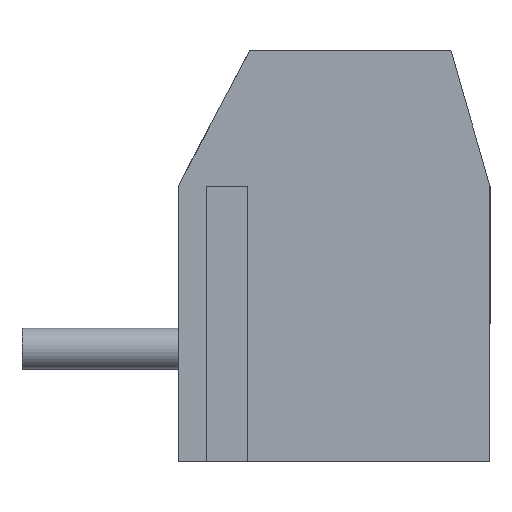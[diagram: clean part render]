
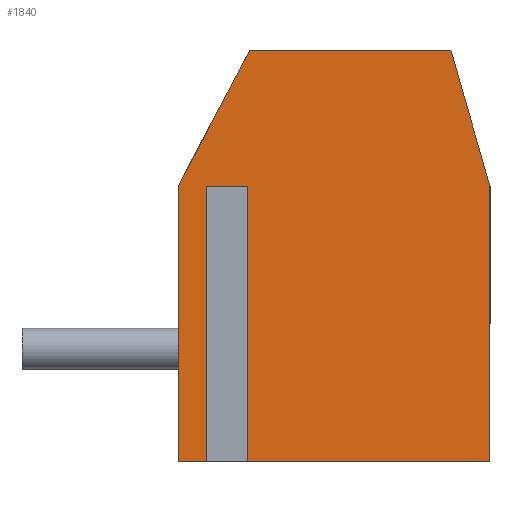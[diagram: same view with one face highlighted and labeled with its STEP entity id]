
A CAD part, left-side view. The second image highlights one B-rep face of the part: STEP entity #1840.
In plain terms, the highlighted planar face has unit normal (-1, 0, 0).
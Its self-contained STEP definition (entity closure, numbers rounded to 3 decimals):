
#29 = LINE ( 'NONE', #3169, #3197 ) ;
#284 = ORIENTED_EDGE ( 'NONE', *, *, #3223, .F. ) ;
#301 = CARTESIAN_POINT ( 'NONE',  ( -2.5, 4.2, 6.7 ) ) ;
#362 = ORIENTED_EDGE ( 'NONE', *, *, #2594, .F. ) ;
#423 = CARTESIAN_POINT ( 'NONE',  ( -2.5, 0.326, 0. ) ) ;
#560 = EDGE_CURVE ( 'NONE', #2650, #1136, #29, .T. ) ;
#586 = CARTESIAN_POINT ( 'NONE',  ( -2.5, 3.325, 4.649 ) ) ;
#657 = CARTESIAN_POINT ( 'NONE',  ( -2.5, 2.45, 10. ) ) ;
#777 = DIRECTION ( 'NONE',  ( 0., -0.277, -0.961 ) ) ;
#833 = DIRECTION ( 'NONE',  ( 0., -1., 0. ) ) ;
#845 = LINE ( 'NONE', #2207, #4247 ) ;
#1005 = ORIENTED_EDGE ( 'NONE', *, *, #3115, .F. ) ;
#1020 = VECTOR ( 'NONE', #1651, 1000. ) ;
#1067 = ORIENTED_EDGE ( 'NONE', *, *, #2659, .F. ) ;
#1081 = CARTESIAN_POINT ( 'NONE',  ( -2.5, 2.675, 0. ) ) ;
#1109 = LINE ( 'NONE', #2211, #2920 ) ;
#1111 = ORIENTED_EDGE ( 'NONE', *, *, #2969, .F. ) ;
#1136 = VERTEX_POINT ( 'NONE', #3016 ) ;
#1181 = ORIENTED_EDGE ( 'NONE', *, *, #4294, .F. ) ;
#1237 = VECTOR ( 'NONE', #2160, 1000. ) ;
#1275 = VERTEX_POINT ( 'NONE', #3842 ) ;
#1370 = EDGE_CURVE ( 'NONE', #3728, #4392, #2197, .T. ) ;
#1419 = CARTESIAN_POINT ( 'NONE',  ( -2.5, 0.326, 0. ) ) ;
#1494 = CARTESIAN_POINT ( 'NONE',  ( -2.5, 0.326, 4.649 ) ) ;
#1500 = CARTESIAN_POINT ( 'NONE',  ( -2.5, 4.2, 0. ) ) ;
#1651 = DIRECTION ( 'NONE',  ( 0., 0., -1. ) ) ;
#1793 = FACE_OUTER_BOUND ( 'NONE', #4118, .T. ) ;
#1798 = ORIENTED_EDGE ( 'NONE', *, *, #2831, .F. ) ;
#1811 = DIRECTION ( 'NONE',  ( 0., 1., 0. ) ) ;
#1840 = ADVANCED_FACE ( 'NONE', ( #1793 ), #3246, .F. ) ;
#1897 = VECTOR ( 'NONE', #1811, 1000. ) ;
#2065 = CARTESIAN_POINT ( 'NONE',  ( -2.5, -3.4, 6.7 ) ) ;
#2133 = CARTESIAN_POINT ( 'NONE',  ( -2.5, 3.325, 6.7 ) ) ;
#2160 = DIRECTION ( 'NONE',  ( 0., 1., 0. ) ) ;
#2186 = AXIS2_PLACEMENT_3D ( 'NONE', #1494, #2493, #2826 ) ;
#2197 = LINE ( 'NONE', #3256, #2772 ) ;
#2207 = CARTESIAN_POINT ( 'NONE',  ( -2.5, 4.2, 4.649 ) ) ;
#2211 = CARTESIAN_POINT ( 'NONE',  ( -2.5, 0.326, 10. ) ) ;
#2233 = LINE ( 'NONE', #4310, #1237 ) ;
#2293 = EDGE_CURVE ( 'NONE', #3786, #1275, #1109, .T. ) ;
#2307 = CARTESIAN_POINT ( 'NONE',  ( -2.5, 3.325, 0. ) ) ;
#2493 = DIRECTION ( 'NONE',  ( 1., 0., 0. ) ) ;
#2506 = VERTEX_POINT ( 'NONE', #2307 ) ;
#2513 = VECTOR ( 'NONE', #777, 1000. ) ;
#2540 = DIRECTION ( 'NONE',  ( 0., 1., 0. ) ) ;
#2594 = EDGE_CURVE ( 'NONE', #4392, #2650, #4281, .T. ) ;
#2597 = VERTEX_POINT ( 'NONE', #2133 ) ;
#2650 = VERTEX_POINT ( 'NONE', #1081 ) ;
#2659 = EDGE_CURVE ( 'NONE', #4048, #3589, #845, .T. ) ;
#2719 = DIRECTION ( 'NONE',  ( 0., -0.469, 0.883 ) ) ;
#2772 = VECTOR ( 'NONE', #3187, 1000. ) ;
#2787 = LINE ( 'NONE', #1419, #1897 ) ;
#2826 = DIRECTION ( 'NONE',  ( 0., 0., -1. ) ) ;
#2831 = EDGE_CURVE ( 'NONE', #1136, #2597, #2233, .T. ) ;
#2920 = VECTOR ( 'NONE', #833, 1000. ) ;
#2969 = EDGE_CURVE ( 'NONE', #3589, #3786, #3726, .T. ) ;
#3003 = VECTOR ( 'NONE', #2719, 1000. ) ;
#3016 = CARTESIAN_POINT ( 'NONE',  ( -2.5, 2.675, 6.7 ) ) ;
#3046 = ORIENTED_EDGE ( 'NONE', *, *, #560, .F. ) ;
#3115 = EDGE_CURVE ( 'NONE', #2506, #4048, #2787, .T. ) ;
#3169 = CARTESIAN_POINT ( 'NONE',  ( -2.5, 2.675, 4.649 ) ) ;
#3187 = DIRECTION ( 'NONE',  ( 0., 0., -1. ) ) ;
#3194 = CARTESIAN_POINT ( 'NONE',  ( -2.5, -3.4, 0. ) ) ;
#3197 = VECTOR ( 'NONE', #3923, 1000. ) ;
#3223 = EDGE_CURVE ( 'NONE', #2597, #2506, #3380, .T. ) ;
#3246 = PLANE ( 'NONE',  #2186 ) ;
#3256 = CARTESIAN_POINT ( 'NONE',  ( -2.5, -3.4, 4.649 ) ) ;
#3380 = LINE ( 'NONE', #586, #1020 ) ;
#3589 = VERTEX_POINT ( 'NONE', #3628 ) ;
#3628 = CARTESIAN_POINT ( 'NONE',  ( -2.5, 4.2, 6.7 ) ) ;
#3726 = LINE ( 'NONE', #301, #3003 ) ;
#3728 = VERTEX_POINT ( 'NONE', #2065 ) ;
#3786 = VERTEX_POINT ( 'NONE', #657 ) ;
#3842 = CARTESIAN_POINT ( 'NONE',  ( -2.5, -2.45, 10. ) ) ;
#3923 = DIRECTION ( 'NONE',  ( 0., 0., 1. ) ) ;
#3935 = LINE ( 'NONE', #4208, #2513 ) ;
#3936 = DIRECTION ( 'NONE',  ( 0., 0., 1. ) ) ;
#3994 = ORIENTED_EDGE ( 'NONE', *, *, #2293, .F. ) ;
#4048 = VERTEX_POINT ( 'NONE', #1500 ) ;
#4118 = EDGE_LOOP ( 'NONE', ( #362, #4313, #1181, #3994, #1111, #1067, #1005, #284, #1798, #3046 ) ) ;
#4208 = CARTESIAN_POINT ( 'NONE',  ( -2.5, -2.45, 10. ) ) ;
#4247 = VECTOR ( 'NONE', #3936, 1000. ) ;
#4281 = LINE ( 'NONE', #423, #4477 ) ;
#4294 = EDGE_CURVE ( 'NONE', #1275, #3728, #3935, .T. ) ;
#4310 = CARTESIAN_POINT ( 'NONE',  ( -2.5, 0.326, 6.7 ) ) ;
#4313 = ORIENTED_EDGE ( 'NONE', *, *, #1370, .F. ) ;
#4392 = VERTEX_POINT ( 'NONE', #3194 ) ;
#4477 = VECTOR ( 'NONE', #2540, 1000. ) ;
